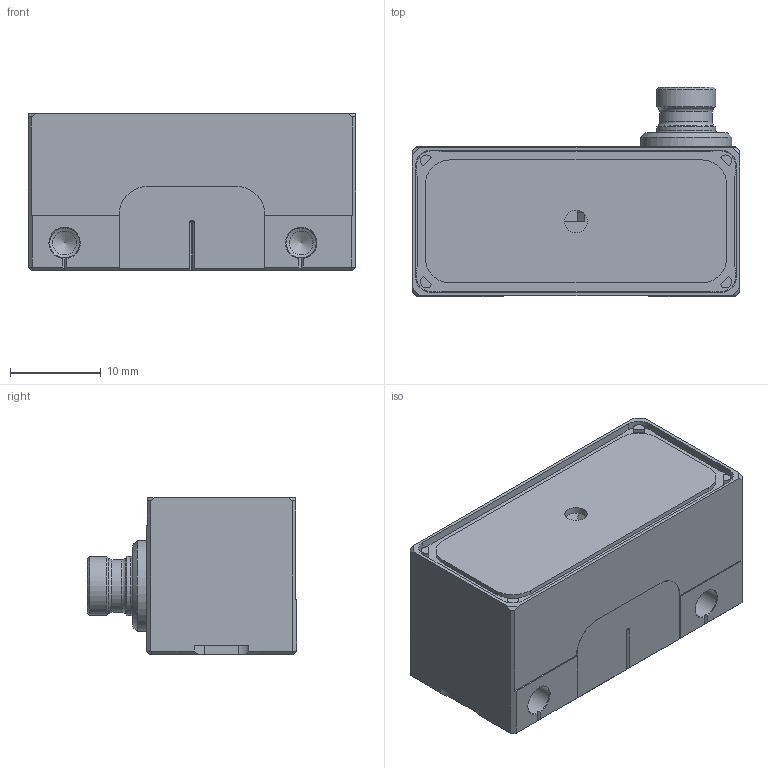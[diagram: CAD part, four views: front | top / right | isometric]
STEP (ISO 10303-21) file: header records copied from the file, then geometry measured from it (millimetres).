
FILE_DESCRIPTION(/* description */ (''),/* implementation_level */ '2;1');
FILE_NAME(/* name */ 'LA_9553_0351_02_E.stp',/* time_stamp */ '2016-02-05T11:57:53+00:00',/* author */ (''),/* organization */ (''),/* preprocessor_version */ 'ST-DEVELOPER v11',/* originating_system */ 'SIEMENS PLM Software NX 7.5',/* authorisation */ '');
FILE_SCHEMA (('AUTOMOTIVE_DESIGN { 1 0 10303 214 1 1 1 1 }'));
Length unit declared in the file: millimetre
Products named in the file (1): mw139B6C2gpu
Bounding box: 36 x 23 x 17.2 mm (x, y, z)
Volume: 5005.2 mm3; surface area: 6202.2 mm2
Topology: 3 solids, 3 shells, 303 faces, 798 edges, 515 vertices
Faces by surface type: plane 155, cylinder 122, cone 20, torus 6
Full cylindrical faces by diameter (mm): 0.7 x2, 2.5 x1, 2.6 x2, 3.3 x2, 3.5 x1, 4.775 x1, 5.8 x2, 6.5 x4, 9.3 x1, 10 x1
Entity records: 9167 total; most frequent: CARTESIAN_POINT 1665, DIRECTION 1586, ORIENTED_EDGE 1498, EDGE_CURVE 749, AXIS2_PLACEMENT_3D 557, VERTEX_POINT 508, LINE 472, VECTOR 472
